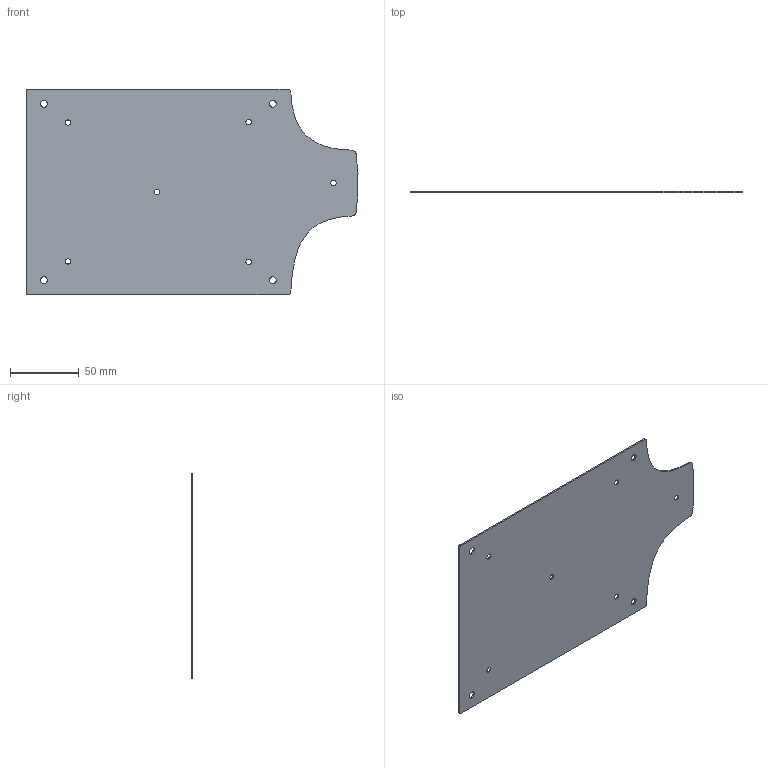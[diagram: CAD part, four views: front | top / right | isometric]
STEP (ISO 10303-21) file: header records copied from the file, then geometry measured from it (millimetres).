
FILE_DESCRIPTION (( 'STEP AP214' ), '1' );
FILE_NAME ('Base.STEP', '2025-07-06T08:34:28', ( '' ), ( '' ), 'SwSTEP 2.0', 'SolidWorks 2025', '' );
FILE_SCHEMA (( 'AUTOMOTIVE_DESIGN' ));
Length unit declared in the file: millimetre
Products named in the file (1): Base
Bounding box: 240.83 x 1.15 x 149 mm (x, y, z)
Volume: 36222.1 mm3; surface area: 63997.7 mm2
Topology: 1 solids, 1 shells, 46 faces, 120 edges, 76 vertices
Faces by surface type: cylinder 27, cone 12, plane 5, bspline 2
Entity records: 1531 total; most frequent: DIRECTION 272, CARTESIAN_POINT 269, ORIENTED_EDGE 240, EDGE_CURVE 120, AXIS2_PLACEMENT_3D 111, VERTEX_POINT 76, EDGE_LOOP 66, CIRCLE 66
